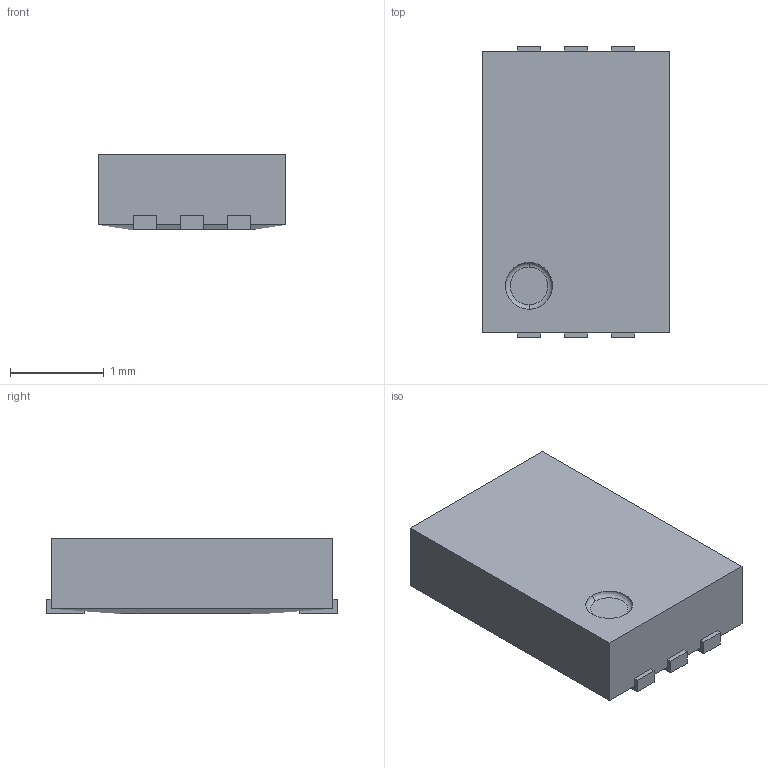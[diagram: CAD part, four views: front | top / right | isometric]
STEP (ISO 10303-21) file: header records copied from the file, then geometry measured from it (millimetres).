
FILE_DESCRIPTION (( 'STEP AP214' ), '1' );
FILE_NAME ( 'SON50P200X300X80-7T165X135.STEP', '2016-10-31T12:42:46', ( '' ), ( '' ), 'FPX Expert 2013', 'PCB Libraries', '' );
FILE_SCHEMA (( 'AUTOMOTIVE_DESIGN' ));
Length unit declared in the file: millimetre
Products named in the file (1): SON50P200X300X80-7T165X135
Bounding box: 2 x 3.1 x 0.8 mm (x, y, z)
Volume: 4.6 mm3; surface area: 28.2 mm2
Topology: 8 solids, 8 shells, 76 faces, 174 edges, 116 vertices
Faces by surface type: plane 68, cylinder 6, torus 2
Entity records: 2419 total; most frequent: CARTESIAN_POINT 367, ORIENTED_EDGE 348, DIRECTION 346, EDGE_CURVE 174, VECTOR 156, LINE 156, VERTEX_POINT 116, AXIS2_PLACEMENT_3D 95
